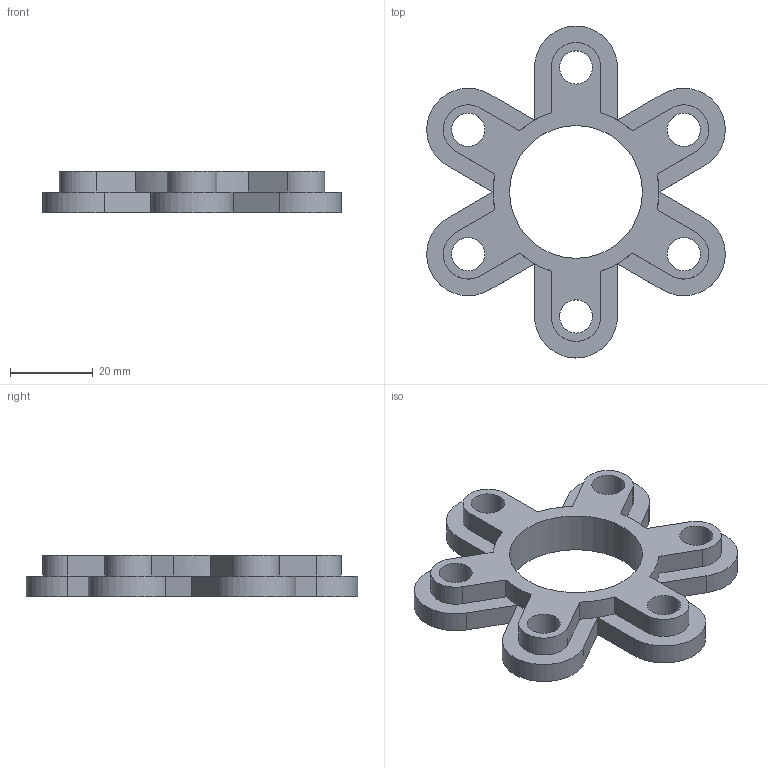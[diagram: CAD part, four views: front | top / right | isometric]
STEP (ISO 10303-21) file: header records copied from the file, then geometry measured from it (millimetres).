
FILE_DESCRIPTION(/* description */ (''),/* implementation_level */ '2;1');
FILE_NAME(/* name */ 'Exercise-19 v1.step',/* time_stamp */ '2025-09-07T23:49:15+05:30',/* author */ (''),/* organization */ (''),/* preprocessor_version */ 'ST-DEVELOPER v20.1',/* originating_system */ 'Autodesk Translation Framework v14.10.0.0',/* authorisation */ '');
FILE_SCHEMA (('AUTOMOTIVE_DESIGN { 1 0 10303 214 3 1 1 }'));
Length unit declared in the file: millimetre
Products named in the file (1): Exercise-19
Bounding box: 71.96 x 80 x 10 mm (x, y, z)
Volume: 18147 mm3; surface area: 10494.8 mm2
Topology: 1 solids, 1 shells, 57 faces, 153 edges, 98 vertices
Faces by surface type: plane 32, cylinder 25
Full cylindrical faces by diameter (mm): 8 x6, 32 x1
Entity records: 1887 total; most frequent: DIRECTION 325, CARTESIAN_POINT 309, ORIENTED_EDGE 306, EDGE_CURVE 153, AXIS2_PLACEMENT_3D 114, VERTEX_POINT 98, LINE 97, VECTOR 97
